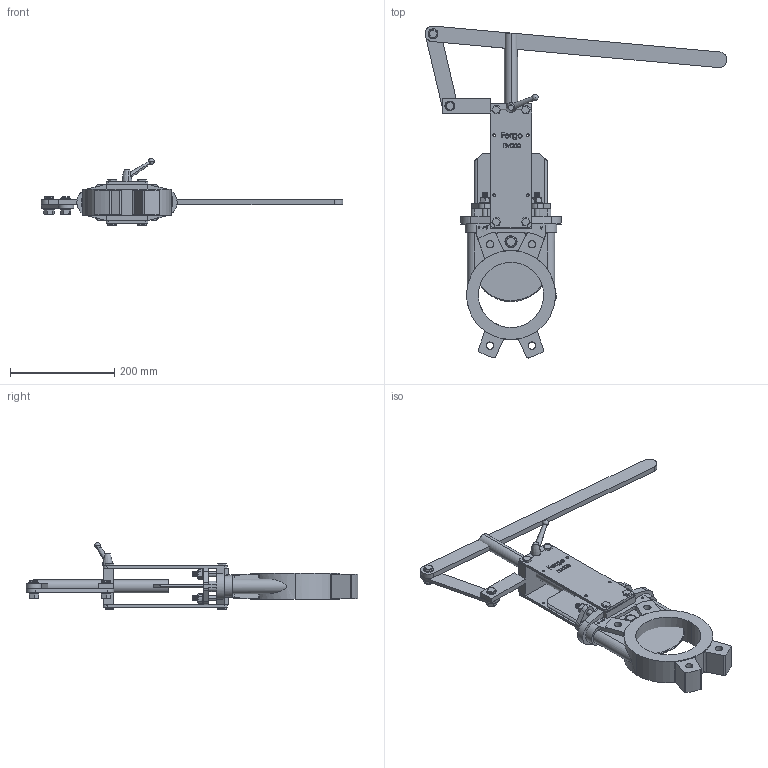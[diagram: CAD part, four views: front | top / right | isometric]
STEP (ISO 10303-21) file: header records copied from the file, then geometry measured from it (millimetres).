
FILE_DESCRIPTION (( 'STEP AP214' ), '1' );
FILE_NAME ('FM200-Stoffschieber-DN125-PN10-Schnellschlusshebel-Fergo.STEP', '2024-01-19T09:38:58', ( '' ), ( '' ), 'SwSTEP 2.0', 'SolidWorks 2022', '' );
FILE_SCHEMA (( 'AUTOMOTIVE_DESIGN' ));
Products named in the file (1): FM200-Stoffschieber-DN125-PN10-Schnellschlusshebel-Fergo
Bounding box: 577.74 x 635.83 x 127.75 mm (x, y, z)
Surface area: 433221.6 mm2 (no closed solid volume)
Topology: 0 solids, 47 shells, 749 faces, 2273 edges, 1593 vertices
Faces by surface type: cylinder 407, plane 269, cone 30, bspline 23, torus 18, sphere 2
Entity records: 88009 total; most frequent: CARTESIAN_POINT 71634, ORIENTED_EDGE 4189, EDGE_CURVE 2253, B_SPLINE_CURVE_WITH_KNOTS 1947, DIRECTION 1760, VERTEX_POINT 1580, EDGE_LOOP 869, FACE_OUTER_BOUND 746
